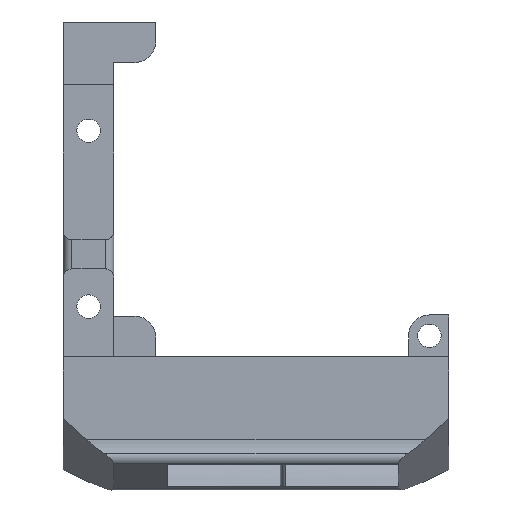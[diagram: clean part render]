
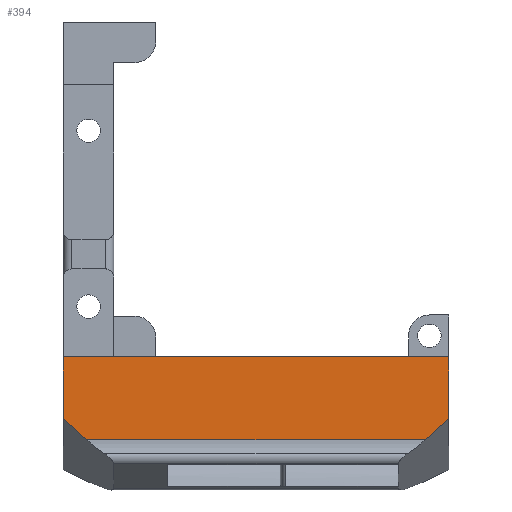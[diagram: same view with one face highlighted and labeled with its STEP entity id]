
A CAD part, left-side view. The second image highlights one B-rep face of the part: STEP entity #394.
In plain terms, the highlighted planar face has unit normal (-1, 0, 0).
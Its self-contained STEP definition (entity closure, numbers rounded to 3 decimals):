
#178=CARTESIAN_POINT('Vertex',(20.8,60.223,-34.438)) ;
#181=CARTESIAN_POINT('Line Origine',(20.8,60.223,-30.744)) ;
#185=CARTESIAN_POINT('Vertex',(20.8,60.223,-27.05)) ;
#294=CARTESIAN_POINT('Vertex',(20.8,14.223,-34.438)) ;
#329=CARTESIAN_POINT('Vertex',(20.8,14.223,-27.05)) ;
#332=CARTESIAN_POINT('Line Origine',(20.8,14.223,-30.744)) ;
#349=CARTESIAN_POINT('Axis2P3D Location',(20.8,60.223,-27.05)) ;
#354=CARTESIAN_POINT('Line Origine',(20.8,37.223,-36.961)) ;
#358=CARTESIAN_POINT('Vertex',(20.8,57.463,-36.961)) ;
#360=CARTESIAN_POINT('Vertex',(20.8,16.983,-36.961)) ;
#363=CARTESIAN_POINT('Line Origine',(20.8,15.603,-35.7)) ;
#368=CARTESIAN_POINT('Line Origine',(20.8,34.223,-27.05)) ;
#372=CARTESIAN_POINT('Vertex',(20.8,54.223,-27.05)) ;
#375=CARTESIAN_POINT('Line Origine',(20.8,57.223,-27.05)) ;
#380=CARTESIAN_POINT('Line Origine',(20.8,58.843,-35.7)) ;
#182=DIRECTION('Vector Direction',(0.,0.,-1.)) ;
#333=DIRECTION('Vector Direction',(0.,0.,-1.)) ;
#350=DIRECTION('Axis2P3D Direction',(-1.,0.,0.)) ;
#351=DIRECTION('Axis2P3D XDirection',(-0.,0.,-1.)) ;
#355=DIRECTION('Vector Direction',(0.,-1.,0.)) ;
#364=DIRECTION('Vector Direction',(0.,0.738,-0.675)) ;
#369=DIRECTION('Vector Direction',(0.,-1.,0.)) ;
#376=DIRECTION('Vector Direction',(0.,-1.,0.)) ;
#381=DIRECTION('Vector Direction',(0.,-0.738,-0.675)) ;
#352=AXIS2_PLACEMENT_3D('Plane Axis2P3D',#349,#350,#351) ;
#386=ORIENTED_EDGE('',*,*,#362,.T.) ;
#387=ORIENTED_EDGE('',*,*,#367,.F.) ;
#388=ORIENTED_EDGE('',*,*,#336,.T.) ;
#389=ORIENTED_EDGE('',*,*,#374,.F.) ;
#390=ORIENTED_EDGE('',*,*,#379,.F.) ;
#391=ORIENTED_EDGE('',*,*,#187,.F.) ;
#392=ORIENTED_EDGE('',*,*,#384,.F.) ;
#183=VECTOR('Line Direction',#182,1.) ;
#334=VECTOR('Line Direction',#333,1.) ;
#356=VECTOR('Line Direction',#355,1.) ;
#365=VECTOR('Line Direction',#364,1.) ;
#370=VECTOR('Line Direction',#369,1.) ;
#377=VECTOR('Line Direction',#376,1.) ;
#382=VECTOR('Line Direction',#381,1.) ;
#394=ADVANCED_FACE('Corps principal',(#393),#353,.T.) ;
#187=EDGE_CURVE('',#179,#186,#184,.F.) ;
#336=EDGE_CURVE('',#295,#330,#335,.F.) ;
#362=EDGE_CURVE('',#359,#361,#357,.T.) ;
#367=EDGE_CURVE('',#295,#361,#366,.T.) ;
#374=EDGE_CURVE('',#373,#330,#371,.T.) ;
#379=EDGE_CURVE('',#186,#373,#378,.T.) ;
#384=EDGE_CURVE('',#359,#179,#383,.F.) ;
#385=EDGE_LOOP('',(#386,#387,#388,#389,#390,#391,#392)) ;
#393=FACE_OUTER_BOUND('',#385,.T.) ;
#184=LINE('Line',#181,#183) ;
#335=LINE('Line',#332,#334) ;
#357=LINE('Line',#354,#356) ;
#366=LINE('Line',#363,#365) ;
#371=LINE('Line',#368,#370) ;
#378=LINE('Line',#375,#377) ;
#383=LINE('Line',#380,#382) ;
#353=PLANE('',#352) ;
#179=VERTEX_POINT('',#178) ;
#186=VERTEX_POINT('',#185) ;
#295=VERTEX_POINT('',#294) ;
#330=VERTEX_POINT('',#329) ;
#359=VERTEX_POINT('',#358) ;
#361=VERTEX_POINT('',#360) ;
#373=VERTEX_POINT('',#372) ;
